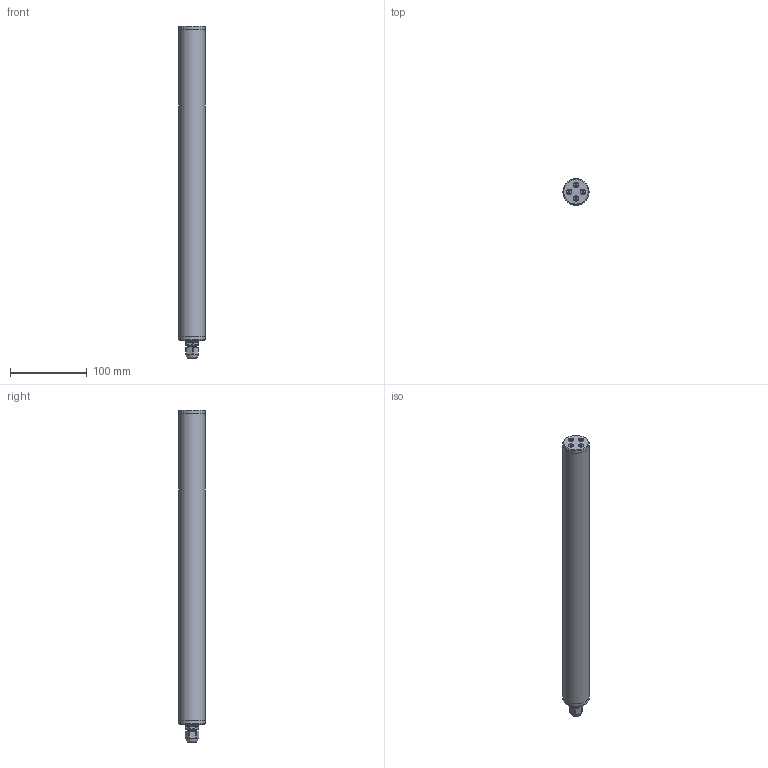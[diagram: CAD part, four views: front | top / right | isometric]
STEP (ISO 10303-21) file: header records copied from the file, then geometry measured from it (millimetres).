
FILE_DESCRIPTION(/* description */ (''),/* implementation_level */ '2;1');
FILE_NAME(/* name */ '106534_LED08-W.stp',/* time_stamp */ '2022-11-30T17:17:00+01:00',/* author */ ('cad'),/* organization */ (''),/* preprocessor_version */ 'ST-DEVELOPER v15.6',/* originating_system */ 'Autodesk Inventor 2015',/* authorisation */ '');
FILE_SCHEMA (('AUTOMOTIVE_DESIGN { 1 0 10303 214 3 1 1 }'));
Length unit declared in the file: millimetre
Products named in the file (1): 106534_LED08-W_Shrinkwrap_1
Bounding box: 34 x 34 x 432 mm (x, y, z)
Surface area: 48123.3 mm2 (no closed solid volume)
Topology: 0 solids, 23 shells, 61 faces, 527 edges, 480 vertices
Faces by surface type: plane 46, cone 9, cylinder 4, bspline 1, torus 1
Full cylindrical faces by diameter (mm): 7.3 x1, 34 x3
Entity records: 5096 total; most frequent: CARTESIAN_POINT 1121, DIRECTION 876, ORIENTED_EDGE 565, EDGE_CURVE 516, VERTEX_POINT 479, AXIS2_PLACEMENT_3D 318, CIRCLE 257, LINE 240
